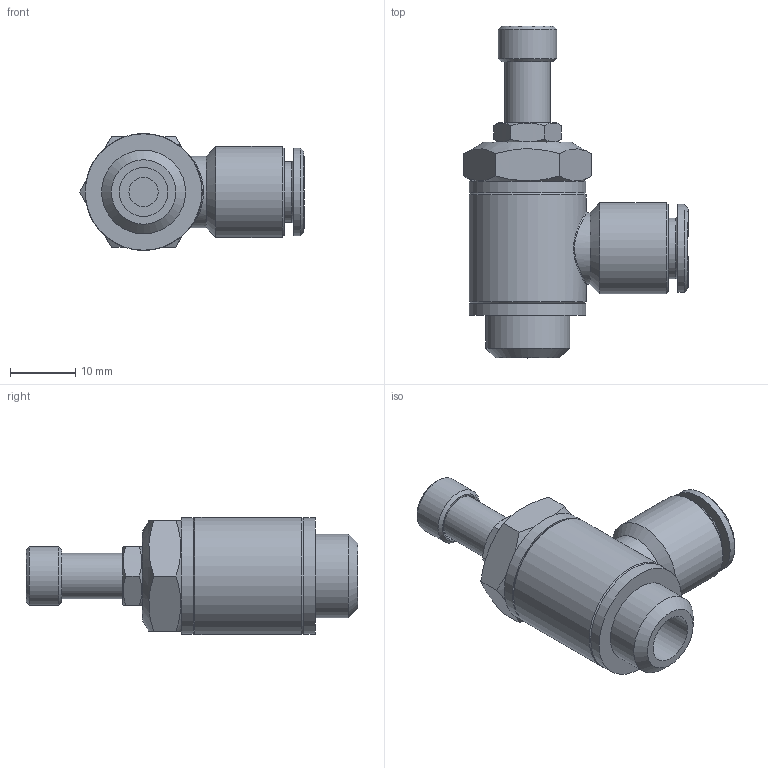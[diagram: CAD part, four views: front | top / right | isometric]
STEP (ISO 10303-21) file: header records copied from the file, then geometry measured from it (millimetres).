
FILE_DESCRIPTION(( 'MV.37.08.14V.stp' ), '1');
FILE_NAME( 'MV.37.08.14V.stp', '2019-06-20T08:35:18',( 'Sopra'),('sopra-pneumatic.com'), 'SwSTEP 2.0','SolidWorks 2009','' );
FILE_SCHEMA( ( 'CONFIG_CONTROL_DESIGN' ) );
Length unit declared in the file: millimetre
Products named in the file (2): 04270V42; NONE
Assembly tree (1 placements, depth 2):
  04270V42
    NONE
Bounding box: 34.52 x 51.01 x 18 mm (x, y, z)
Volume: 9376.8 mm3; surface area: 4302.5 mm2
Topology: 1 solids, 3 shells, 222 faces, 550 edges, 367 vertices
Faces by surface type: plane 120, bspline 70, cylinder 17, cone 15
Full cylindrical faces by diameter (mm): 4.5 x1, 7 x1, 7.5 x1, 8.15 x1, 9 x1, 9.3 x1, 11 x1, 12.9 x1, 13.5 x1, 14 x1, 17.9 x2, 18 x1
Entity records: 10776 total; most frequent: CARTESIAN_POINT 6094, ORIENTED_EDGE 1026, DIRECTION 689, EDGE_CURVE 513, VERTEX_POINT 358, LINE 295, VECTOR 295, EDGE_LOOP 283
